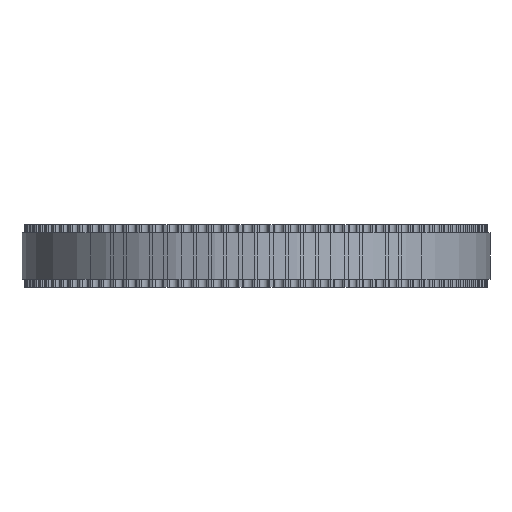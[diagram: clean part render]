
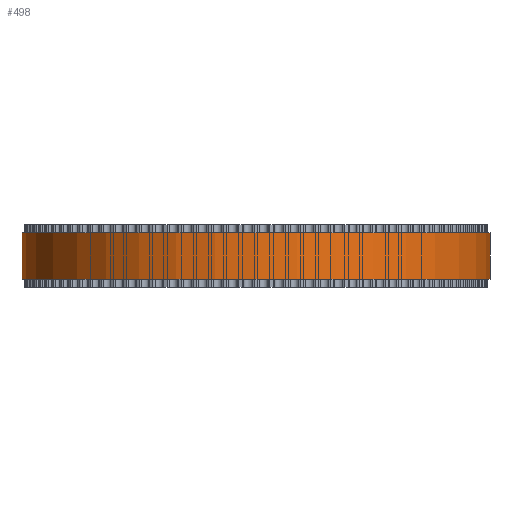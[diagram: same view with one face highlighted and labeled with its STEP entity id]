
A CAD part, front view. The second image highlights one B-rep face of the part: STEP entity #498.
In plain terms, the highlighted cylindrical face has radius 29.921 mm (diameter 59.842 mm), a full revolution.
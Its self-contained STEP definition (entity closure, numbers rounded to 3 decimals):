
#97=FACE_BOUND('',#1632,.T.);
#98=FACE_BOUND('',#1633,.T.);
#498=ADVANCED_FACE('',(#97,#98),#875,.T.);
#875=CYLINDRICAL_SURFACE('',#8415,29.921);
#1632=EDGE_LOOP('',(#4642));
#1633=EDGE_LOOP('',(#4643));
#4642=ORIENTED_EDGE('',*,*,#6526,.T.);
#4643=ORIENTED_EDGE('',*,*,#6527,.T.);
#5396=VERTEX_POINT('',#13320);
#5397=VERTEX_POINT('',#13322);
#6526=EDGE_CURVE('',#5396,#5396,#7280,.T.);
#6527=EDGE_CURVE('',#5397,#5397,#7281,.T.);
#7280=CIRCLE('',#8413,29.921);
#7281=CIRCLE('',#8414,29.921);
#8413=AXIS2_PLACEMENT_3D('',#13319,#11054,#11055);
#8414=AXIS2_PLACEMENT_3D('',#13321,#11056,#11057);
#8415=AXIS2_PLACEMENT_3D('',#13323,#11058,#11059);
#11054=DIRECTION('',(0.,0.,1.));
#11055=DIRECTION('',(1.,0.,0.));
#11056=DIRECTION('',(0.,0.,-1.));
#11057=DIRECTION('',(1.,0.,0.));
#11058=DIRECTION('',(0.,0.,1.));
#11059=DIRECTION('',(1.,0.,0.));
#13319=CARTESIAN_POINT('',(0.,0.,1.));
#13320=CARTESIAN_POINT('',(29.921,0.,1.));
#13321=CARTESIAN_POINT('',(0.,0.,7.));
#13322=CARTESIAN_POINT('',(29.921,0.,7.));
#13323=CARTESIAN_POINT('',(0.,0.,1.));
